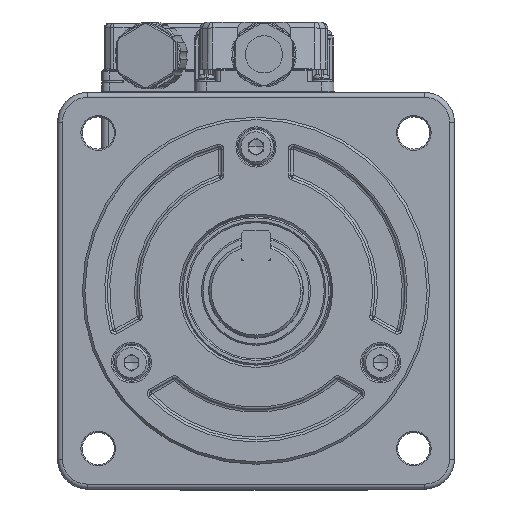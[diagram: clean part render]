
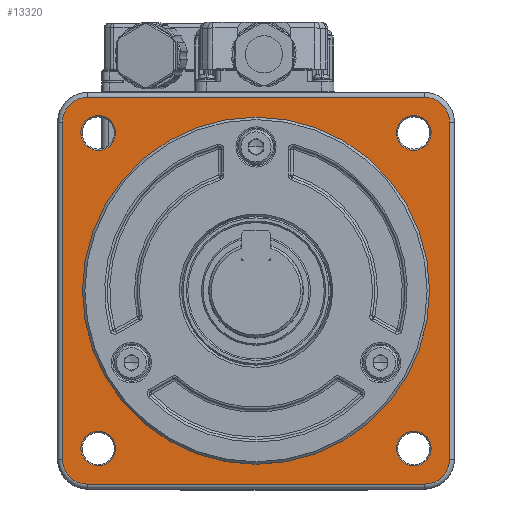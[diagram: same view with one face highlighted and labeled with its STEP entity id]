
A CAD part, top view. The second image highlights one B-rep face of the part: STEP entity #13320.
In plain terms, the highlighted planar face has unit normal (0, 0, 1).
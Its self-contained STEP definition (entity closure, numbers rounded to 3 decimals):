
#12658=CARTESIAN_POINT('',(-39.,-34.,-3.));
#12659=VERTEX_POINT('',#12658);
#12667=CARTESIAN_POINT('',(-39.,34.,-3.));
#12668=VERTEX_POINT('',#12667);
#12669=CARTESIAN_POINT('',(-39.,-34.,-3.));
#12670=DIRECTION('',(0.,1.,0.));
#12671=VECTOR('',#12670,68.);
#12672=LINE('',#12669,#12671);
#12673=EDGE_CURVE('',#12659,#12668,#12672,.T.);
#13186=CARTESIAN_POINT('',(-34.,-39.,-3.));
#13187=VERTEX_POINT('',#13186);
#13195=CARTESIAN_POINT('',(-34.,-34.,-3.));
#13196=DIRECTION('',(0.,-1.,0.));
#13197=DIRECTION('',(0.,0.,-1.));
#13198=AXIS2_PLACEMENT_3D('',#13195,#13197,#13196);
#13199=CIRCLE('',#13198,5.);
#13200=EDGE_CURVE('',#13187,#12659,#13199,.T.);
#13207=CARTESIAN_POINT('',(0.,0.,-3.));
#13208=DIRECTION('',(0.,1.,0.));
#13209=DIRECTION('',(0.,-0.,1.));
#13210=AXIS2_PLACEMENT_3D('',#13207,#13209,#13208);
#13211=PLANE('',#13210);
#13212=CARTESIAN_POINT('',(39.,-34.,-3.));
#13213=VERTEX_POINT('',#13212);
#13214=CARTESIAN_POINT('',(39.,34.,-3.));
#13215=VERTEX_POINT('',#13214);
#13216=CARTESIAN_POINT('',(39.,-34.,-3.));
#13217=DIRECTION('',(0.,1.,0.));
#13218=VECTOR('',#13217,68.);
#13219=LINE('',#13216,#13218);
#13220=EDGE_CURVE('',#13213,#13215,#13219,.T.);
#13221=ORIENTED_EDGE('',*,*,#13220,.T.);
#13222=CARTESIAN_POINT('',(34.,39.,-3.));
#13223=VERTEX_POINT('',#13222);
#13224=CARTESIAN_POINT('',(34.,34.,-3.));
#13225=DIRECTION('',(1.,0.,0.));
#13226=DIRECTION('',(0.,0.,1.));
#13227=AXIS2_PLACEMENT_3D('',#13224,#13226,#13225);
#13228=CIRCLE('',#13227,5.);
#13229=EDGE_CURVE('',#13215,#13223,#13228,.T.);
#13230=ORIENTED_EDGE('',*,*,#13229,.T.);
#13231=CARTESIAN_POINT('',(-34.,39.,-3.));
#13232=VERTEX_POINT('',#13231);
#13233=CARTESIAN_POINT('',(34.,39.,-3.));
#13234=DIRECTION('',(-1.,0.,0.));
#13235=VECTOR('',#13234,68.);
#13236=LINE('',#13233,#13235);
#13237=EDGE_CURVE('',#13223,#13232,#13236,.T.);
#13238=ORIENTED_EDGE('',*,*,#13237,.T.);
#13239=CARTESIAN_POINT('',(-34.,34.,-3.));
#13240=DIRECTION('',(0.,1.,0.));
#13241=DIRECTION('',(0.,0.,1.));
#13242=AXIS2_PLACEMENT_3D('',#13239,#13241,#13240);
#13243=CIRCLE('',#13242,5.);
#13244=EDGE_CURVE('',#13232,#12668,#13243,.T.);
#13245=ORIENTED_EDGE('',*,*,#13244,.T.);
#13246=ORIENTED_EDGE('',*,*,#12673,.F.);
#13247=ORIENTED_EDGE('',*,*,#13200,.F.);
#13248=CARTESIAN_POINT('',(34.,-39.,-3.));
#13249=VERTEX_POINT('',#13248);
#13250=CARTESIAN_POINT('',(-34.,-39.,-3.));
#13251=DIRECTION('',(1.,0.,0.));
#13252=VECTOR('',#13251,68.);
#13253=LINE('',#13250,#13252);
#13254=EDGE_CURVE('',#13187,#13249,#13253,.T.);
#13255=ORIENTED_EDGE('',*,*,#13254,.T.);
#13256=CARTESIAN_POINT('',(34.,-34.,-3.));
#13257=DIRECTION('',(0.,-1.,0.));
#13258=DIRECTION('',(0.,0.,1.));
#13259=AXIS2_PLACEMENT_3D('',#13256,#13258,#13257);
#13260=CIRCLE('',#13259,5.);
#13261=EDGE_CURVE('',#13249,#13213,#13260,.T.);
#13262=ORIENTED_EDGE('',*,*,#13261,.T.);
#13263=EDGE_LOOP('',(#13221,#13230,#13238,#13245,#13246,#13247,#13255,#13262));
#13264=FACE_OUTER_BOUND('',#13263,.T.);
#13265=CARTESIAN_POINT('',(28.32,-31.82,-3.));
#13266=VERTEX_POINT('',#13265);
#13267=CARTESIAN_POINT('',(31.82,-31.82,-3.));
#13268=DIRECTION('',(-1.,0.,-0.));
#13269=DIRECTION('',(0.,0.,-1.));
#13270=AXIS2_PLACEMENT_3D('',#13267,#13269,#13268);
#13271=CIRCLE('',#13270,3.5);
#13272=EDGE_CURVE('',#13266,#13266,#13271,.T.);
#13273=ORIENTED_EDGE('',*,*,#13272,.T.);
#13274=EDGE_LOOP('',(#13273));
#13275=FACE_BOUND('',#13274,.T.);
#13276=CARTESIAN_POINT('',(28.32,31.82,-3.));
#13277=VERTEX_POINT('',#13276);
#13278=CARTESIAN_POINT('',(31.82,31.82,-3.));
#13279=DIRECTION('',(-1.,0.,-0.));
#13280=DIRECTION('',(0.,0.,-1.));
#13281=AXIS2_PLACEMENT_3D('',#13278,#13280,#13279);
#13282=CIRCLE('',#13281,3.5);
#13283=EDGE_CURVE('',#13277,#13277,#13282,.T.);
#13284=ORIENTED_EDGE('',*,*,#13283,.T.);
#13285=EDGE_LOOP('',(#13284));
#13286=FACE_BOUND('',#13285,.T.);
#13287=CARTESIAN_POINT('',(-35.32,-31.82,-3.));
#13288=VERTEX_POINT('',#13287);
#13289=CARTESIAN_POINT('',(-31.82,-31.82,-3.));
#13290=DIRECTION('',(-1.,0.,0.));
#13291=DIRECTION('',(0.,0.,-1.));
#13292=AXIS2_PLACEMENT_3D('',#13289,#13291,#13290);
#13293=CIRCLE('',#13292,3.5);
#13294=EDGE_CURVE('',#13288,#13288,#13293,.T.);
#13295=ORIENTED_EDGE('',*,*,#13294,.T.);
#13296=EDGE_LOOP('',(#13295));
#13297=FACE_BOUND('',#13296,.T.);
#13298=CARTESIAN_POINT('',(-35.32,31.82,-3.));
#13299=VERTEX_POINT('',#13298);
#13300=CARTESIAN_POINT('',(-31.82,31.82,-3.));
#13301=DIRECTION('',(-1.,0.,0.));
#13302=DIRECTION('',(0.,0.,-1.));
#13303=AXIS2_PLACEMENT_3D('',#13300,#13302,#13301);
#13304=CIRCLE('',#13303,3.5);
#13305=EDGE_CURVE('',#13299,#13299,#13304,.T.);
#13306=ORIENTED_EDGE('',*,*,#13305,.T.);
#13307=EDGE_LOOP('',(#13306));
#13308=FACE_BOUND('',#13307,.T.);
#13309=CARTESIAN_POINT('',(-35.,0.,-3.));
#13310=VERTEX_POINT('',#13309);
#13311=CARTESIAN_POINT('',(0.,0.,-3.));
#13312=DIRECTION('',(-1.,0.,0.));
#13313=DIRECTION('',(0.,0.,-1.));
#13314=AXIS2_PLACEMENT_3D('',#13311,#13313,#13312);
#13315=CIRCLE('',#13314,35.);
#13316=EDGE_CURVE('',#13310,#13310,#13315,.T.);
#13317=ORIENTED_EDGE('',*,*,#13316,.T.);
#13318=EDGE_LOOP('',(#13317));
#13319=FACE_BOUND('',#13318,.T.);
#13320=ADVANCED_FACE('',(#13264,#13275,#13286,#13297,#13308,#13319),#13211,.T.);
